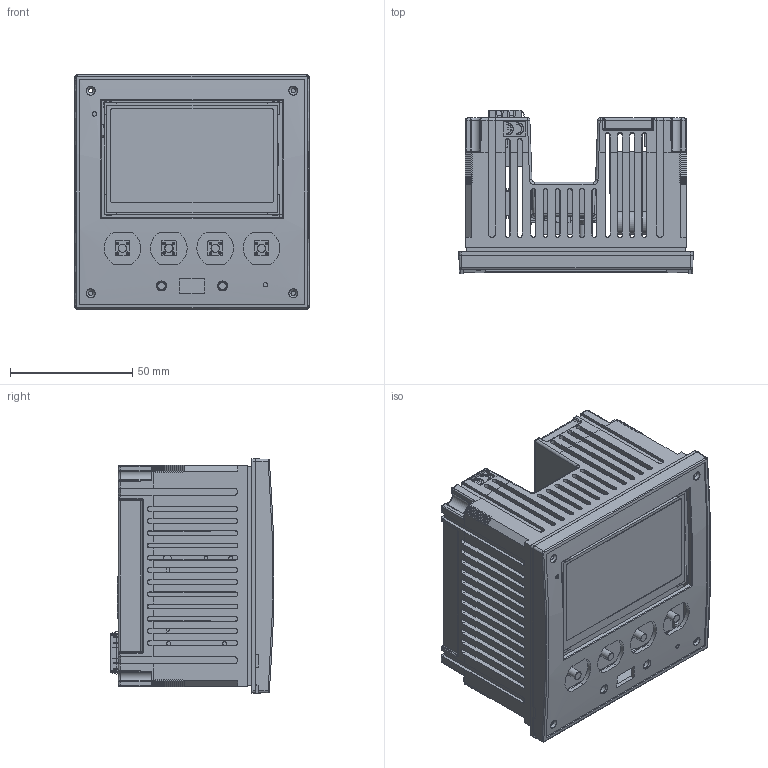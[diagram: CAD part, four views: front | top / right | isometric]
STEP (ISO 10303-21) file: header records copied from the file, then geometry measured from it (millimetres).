
FILE_DESCRIPTION(/* description */ (''),/* implementation_level */ '2;1');
FILE_NAME(/* name */ 'FILE_STP_CAD_DRAWING_3D_DMG620_prt.stp',/* time_stamp */ '2022-02-03T14:43:50+01:00',/* author */ (''),/* organization */ (''),/* preprocessor_version */ 'ST-DEVELOPER v16.7',/* originating_system */ 'SIEMENS PLM Software NX 12.0',/* authorisation */ '');
FILE_SCHEMA (('AUTOMOTIVE_DESIGN { 1 0 10303 214 3 1 1 1 }'));
Products named in the file (1): 3D_DMG620
Bounding box: 96 x 67.1 x 96 mm (x, y, z)
Surface area: 117259.5 mm2 (no closed solid volume)
Topology: 0 solids, 86 shells, 1573 faces, 6746 edges, 5076 vertices
Faces by surface type: plane 917, cylinder 351, cone 154, bspline 103, sphere 25, torus 23
Full cylindrical faces by diameter (mm): 1.8 x1, 2.2 x1, 2.8 x6, 3.5 x4, 3.6 x4, 4.1 x2, 5 x1, 6.65 x1, 10 x2
Entity records: 73984 total; most frequent: CARTESIAN_POINT 20605, DIRECTION 10192, ORIENTED_EDGE 10091, EDGE_CURVE 6600, VERTEX_POINT 5053, LINE 4760, VECTOR 4760, AXIS2_PLACEMENT_3D 2716
